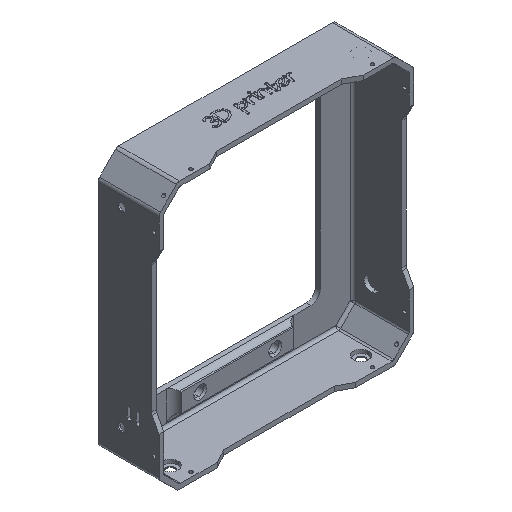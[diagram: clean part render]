
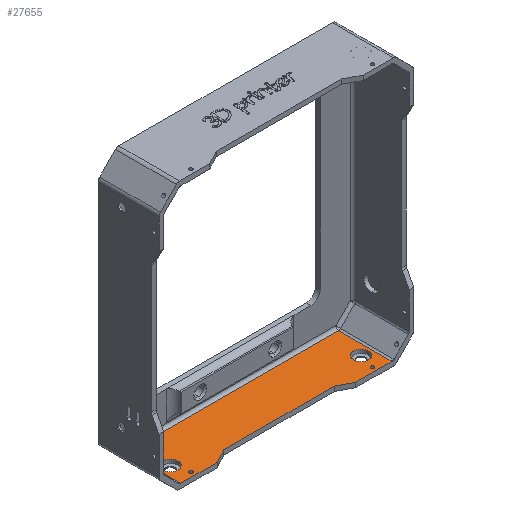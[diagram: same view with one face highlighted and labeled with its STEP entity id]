
A CAD part, isometric view. The second image highlights one B-rep face of the part: STEP entity #27655.
In plain terms, the highlighted planar face has unit normal (0, 0, 1).
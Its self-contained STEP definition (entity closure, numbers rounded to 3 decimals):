
#392 = DIRECTION ( 'NONE',  ( 1., 0., 0. ) ) ;
#545 = CARTESIAN_POINT ( 'NONE',  ( -136., 290., -137.5 ) ) ;
#584 = DIRECTION ( 'NONE',  ( -1., 0., 0. ) ) ;
#651 = FACE_BOUND ( 'NONE', #4412, .T. ) ;
#766 = DIRECTION ( 'NONE',  ( 1., 0., 0. ) ) ;
#826 = EDGE_CURVE ( 'NONE', #15090, #13513, #19429, .T. ) ;
#1600 = VECTOR ( 'NONE', #23738, 1000. ) ;
#1672 = ORIENTED_EDGE ( 'NONE', *, *, #22227, .F. ) ;
#1810 = ORIENTED_EDGE ( 'NONE', *, *, #17109, .T. ) ;
#1941 = ORIENTED_EDGE ( 'NONE', *, *, #6540, .F. ) ;
#2555 = LINE ( 'NONE', #5845, #4654 ) ;
#2730 = VECTOR ( 'NONE', #33754, 1000. ) ;
#2853 = VECTOR ( 'NONE', #584, 1000. ) ;
#2854 = DIRECTION ( 'NONE',  ( 1., 0., 0. ) ) ;
#3176 = ORIENTED_EDGE ( 'NONE', *, *, #31319, .T. ) ;
#3402 = VERTEX_POINT ( 'NONE', #6642 ) ;
#3623 = EDGE_LOOP ( 'NONE', ( #23676, #28356, #1941, #25656, #9692, #3176, #27172, #8583 ) ) ;
#4273 = EDGE_CURVE ( 'NONE', #19911, #32158, #8562, .T. ) ;
#4412 = EDGE_LOOP ( 'NONE', ( #1672, #13924 ) ) ;
#4654 = VECTOR ( 'NONE', #10900, 1000. ) ;
#4730 = EDGE_CURVE ( 'NONE', #32158, #23758, #24497, .T. ) ;
#4803 = CARTESIAN_POINT ( 'NONE',  ( -101.74, 312., -137.5 ) ) ;
#5302 = LINE ( 'NONE', #545, #1600 ) ;
#5467 = CARTESIAN_POINT ( 'NONE',  ( 74., 290., -137.5 ) ) ;
#5659 = DIRECTION ( 'NONE',  ( 0., 0., -1. ) ) ;
#5744 = CIRCLE ( 'NONE', #18790, 8.1 ) ;
#5788 = CIRCLE ( 'NONE', #32234, 1.75 ) ;
#5845 = CARTESIAN_POINT ( 'NONE',  ( -112.686, 355., -137.5 ) ) ;
#5968 = VERTEX_POINT ( 'NONE', #20918 ) ;
#6540 = EDGE_CURVE ( 'NONE', #20625, #19911, #29332, .T. ) ;
#6642 = CARTESIAN_POINT ( 'NONE',  ( -95.179, 295., -137.5 ) ) ;
#6670 = CARTESIAN_POINT ( 'NONE',  ( 96.929, 295., -137.5 ) ) ;
#6689 = CIRCLE ( 'NONE', #27328, 1.75 ) ;
#6852 = CARTESIAN_POINT ( 'NONE',  ( 112.686, 347., -137.5 ) ) ;
#6944 = EDGE_CURVE ( 'NONE', #31487, #10657, #21862, .T. ) ;
#7667 = DIRECTION ( 'NONE',  ( 1., 0., 0. ) ) ;
#7861 = DIRECTION ( 'NONE',  ( 0., 1., 0. ) ) ;
#8002 = CARTESIAN_POINT ( 'NONE',  ( -98.679, 295., -137.5 ) ) ;
#8053 = DIRECTION ( 'NONE',  ( 0., 0., 1. ) ) ;
#8081 = CARTESIAN_POINT ( 'NONE',  ( 112.686, 355., -137.5 ) ) ;
#8228 = ORIENTED_EDGE ( 'NONE', *, *, #826, .T. ) ;
#8261 = AXIS2_PLACEMENT_3D ( 'NONE', #32168, #10221, #28604 ) ;
#8494 = FACE_OUTER_BOUND ( 'NONE', #3623, .T. ) ;
#8562 = LINE ( 'NONE', #13828, #20836 ) ;
#8583 = ORIENTED_EDGE ( 'NONE', *, *, #13936, .F. ) ;
#9257 = CARTESIAN_POINT ( 'NONE',  ( -136., 347., -137.5 ) ) ;
#9692 = ORIENTED_EDGE ( 'NONE', *, *, #6944, .T. ) ;
#9804 = CARTESIAN_POINT ( 'NONE',  ( 101.74, 312., -137.5 ) ) ;
#9880 = EDGE_CURVE ( 'NONE', #32069, #19085, #2555, .T. ) ;
#10221 = DIRECTION ( 'NONE',  ( 0., 0., -1. ) ) ;
#10584 = AXIS2_PLACEMENT_3D ( 'NONE', #4803, #25909, #7667 ) ;
#10657 = VERTEX_POINT ( 'NONE', #6852 ) ;
#10900 = DIRECTION ( 'NONE',  ( 0., -1., 0. ) ) ;
#10926 = AXIS2_PLACEMENT_3D ( 'NONE', #6670, #27689, #30340 ) ;
#11170 = EDGE_LOOP ( 'NONE', ( #31748, #18624 ) ) ;
#11470 = CARTESIAN_POINT ( 'NONE',  ( -116.484, 391.592, -137.5 ) ) ;
#12511 = CARTESIAN_POINT ( 'NONE',  ( 59., 298., -137.5 ) ) ;
#12786 = CIRCLE ( 'NONE', #16154, 1.75 ) ;
#13513 = VERTEX_POINT ( 'NONE', #16756 ) ;
#13828 = CARTESIAN_POINT ( 'NONE',  ( -136., 298., -137.5 ) ) ;
#13924 = ORIENTED_EDGE ( 'NONE', *, *, #32314, .F. ) ;
#13936 = EDGE_CURVE ( 'NONE', #23758, #19085, #5302, .T. ) ;
#14090 = DIRECTION ( 'NONE',  ( -0.882, 0.471, 0. ) ) ;
#14716 = EDGE_LOOP ( 'NONE', ( #1810, #8228 ) ) ;
#15090 = VERTEX_POINT ( 'NONE', #26734 ) ;
#15589 = VERTEX_POINT ( 'NONE', #8002 ) ;
#16058 = EDGE_CURVE ( 'NONE', #16637, #29047, #28161, .T. ) ;
#16154 = AXIS2_PLACEMENT_3D ( 'NONE', #30176, #19307, #24961 ) ;
#16637 = VERTEX_POINT ( 'NONE', #26188 ) ;
#16756 = CARTESIAN_POINT ( 'NONE',  ( -109.84, 312., -137.5 ) ) ;
#17109 = EDGE_CURVE ( 'NONE', #13513, #15090, #20217, .T. ) ;
#17392 = EDGE_CURVE ( 'NONE', #15589, #3402, #6689, .T. ) ;
#17699 = CARTESIAN_POINT ( 'NONE',  ( 98.679, 295., -137.5 ) ) ;
#17783 = AXIS2_PLACEMENT_3D ( 'NONE', #32106, #5659, #31663 ) ;
#18128 = CARTESIAN_POINT ( 'NONE',  ( 112.686, 290., -137.5 ) ) ;
#18447 = CARTESIAN_POINT ( 'NONE',  ( -136., 355., -137.5 ) ) ;
#18624 = ORIENTED_EDGE ( 'NONE', *, *, #33101, .T. ) ;
#18790 = AXIS2_PLACEMENT_3D ( 'NONE', #9804, #20075, #28292 ) ;
#18970 = VECTOR ( 'NONE', #14090, 1000. ) ;
#19055 = DIRECTION ( 'NONE',  ( 0., 0., 1. ) ) ;
#19085 = VERTEX_POINT ( 'NONE', #27738 ) ;
#19091 = FACE_BOUND ( 'NONE', #14716, .T. ) ;
#19205 = DIRECTION ( 'NONE',  ( 0., 0., 1. ) ) ;
#19307 = DIRECTION ( 'NONE',  ( 0., 0., 1. ) ) ;
#19429 = CIRCLE ( 'NONE', #8261, 8.1 ) ;
#19911 = VERTEX_POINT ( 'NONE', #12511 ) ;
#20075 = DIRECTION ( 'NONE',  ( 0., 0., -1. ) ) ;
#20217 = CIRCLE ( 'NONE', #10584, 8.1 ) ;
#20351 = CARTESIAN_POINT ( 'NONE',  ( -74., 290., -137.5 ) ) ;
#20625 = VERTEX_POINT ( 'NONE', #5467 ) ;
#20836 = VECTOR ( 'NONE', #21755, 1000. ) ;
#20918 = CARTESIAN_POINT ( 'NONE',  ( 95.179, 295., -137.5 ) ) ;
#21412 = ORIENTED_EDGE ( 'NONE', *, *, #17392, .F. ) ;
#21427 = VECTOR ( 'NONE', #7861, 1000. ) ;
#21755 = DIRECTION ( 'NONE',  ( -1., 0., 0. ) ) ;
#21862 = LINE ( 'NONE', #8081, #21427 ) ;
#22227 = EDGE_CURVE ( 'NONE', #28669, #5968, #32018, .T. ) ;
#22289 = DIRECTION ( 'NONE',  ( -1., 0., 0. ) ) ;
#23676 = ORIENTED_EDGE ( 'NONE', *, *, #4730, .F. ) ;
#23730 = CARTESIAN_POINT ( 'NONE',  ( -112.686, 347., -137.5 ) ) ;
#23738 = DIRECTION ( 'NONE',  ( -1., 0., 0. ) ) ;
#23758 = VERTEX_POINT ( 'NONE', #20351 ) ;
#24350 = VECTOR ( 'NONE', #22289, 1000. ) ;
#24497 = LINE ( 'NONE', #31103, #2730 ) ;
#24961 = DIRECTION ( 'NONE',  ( 1., 0., 0. ) ) ;
#25656 = ORIENTED_EDGE ( 'NONE', *, *, #32877, .F. ) ;
#25909 = DIRECTION ( 'NONE',  ( 0., 0., -1. ) ) ;
#26010 = AXIS2_PLACEMENT_3D ( 'NONE', #18447, #8053, #2854 ) ;
#26188 = CARTESIAN_POINT ( 'NONE',  ( 93.64, 312., -137.5 ) ) ;
#26734 = CARTESIAN_POINT ( 'NONE',  ( -93.64, 312., -137.5 ) ) ;
#26841 = EDGE_LOOP ( 'NONE', ( #29032, #21412 ) ) ;
#26953 = CARTESIAN_POINT ( 'NONE',  ( -96.929, 295., -137.5 ) ) ;
#27172 = ORIENTED_EDGE ( 'NONE', *, *, #9880, .T. ) ;
#27328 = AXIS2_PLACEMENT_3D ( 'NONE', #31914, #19055, #392 ) ;
#27468 = CARTESIAN_POINT ( 'NONE',  ( 109.84, 312., -137.5 ) ) ;
#27655 = ADVANCED_FACE ( 'NONE', ( #19091, #33172, #27815, #651, #8494 ), #29196, .T. ) ;
#27689 = DIRECTION ( 'NONE',  ( 0., 0., 1. ) ) ;
#27738 = CARTESIAN_POINT ( 'NONE',  ( -112.686, 290., -137.5 ) ) ;
#27815 = FACE_BOUND ( 'NONE', #26841, .T. ) ;
#28161 = CIRCLE ( 'NONE', #17783, 8.1 ) ;
#28292 = DIRECTION ( 'NONE',  ( 1., 0., 0. ) ) ;
#28356 = ORIENTED_EDGE ( 'NONE', *, *, #4273, .F. ) ;
#28604 = DIRECTION ( 'NONE',  ( 1., 0., 0. ) ) ;
#28669 = VERTEX_POINT ( 'NONE', #17699 ) ;
#29032 = ORIENTED_EDGE ( 'NONE', *, *, #30520, .F. ) ;
#29047 = VERTEX_POINT ( 'NONE', #27468 ) ;
#29196 = PLANE ( 'NONE',  #26010 ) ;
#29332 = LINE ( 'NONE', #11470, #18970 ) ;
#29790 = CARTESIAN_POINT ( 'NONE',  ( -136., 290., -137.5 ) ) ;
#30047 = CARTESIAN_POINT ( 'NONE',  ( -59., 298., -137.5 ) ) ;
#30176 = CARTESIAN_POINT ( 'NONE',  ( 96.929, 295., -137.5 ) ) ;
#30340 = DIRECTION ( 'NONE',  ( 1., 0., 0. ) ) ;
#30520 = EDGE_CURVE ( 'NONE', #3402, #15589, #5788, .T. ) ;
#31103 = CARTESIAN_POINT ( 'NONE',  ( -95.28, 278.651, -137.5 ) ) ;
#31319 = EDGE_CURVE ( 'NONE', #10657, #32069, #31420, .T. ) ;
#31420 = LINE ( 'NONE', #9257, #24350 ) ;
#31487 = VERTEX_POINT ( 'NONE', #18128 ) ;
#31663 = DIRECTION ( 'NONE',  ( 1., 0., 0. ) ) ;
#31748 = ORIENTED_EDGE ( 'NONE', *, *, #16058, .T. ) ;
#31914 = CARTESIAN_POINT ( 'NONE',  ( -96.929, 295., -137.5 ) ) ;
#32018 = CIRCLE ( 'NONE', #10926, 1.75 ) ;
#32069 = VERTEX_POINT ( 'NONE', #23730 ) ;
#32106 = CARTESIAN_POINT ( 'NONE',  ( 101.74, 312., -137.5 ) ) ;
#32158 = VERTEX_POINT ( 'NONE', #30047 ) ;
#32168 = CARTESIAN_POINT ( 'NONE',  ( -101.74, 312., -137.5 ) ) ;
#32234 = AXIS2_PLACEMENT_3D ( 'NONE', #26953, #19205, #766 ) ;
#32314 = EDGE_CURVE ( 'NONE', #5968, #28669, #12786, .T. ) ;
#32501 = LINE ( 'NONE', #29790, #2853 ) ;
#32877 = EDGE_CURVE ( 'NONE', #31487, #20625, #32501, .T. ) ;
#33101 = EDGE_CURVE ( 'NONE', #29047, #16637, #5744, .T. ) ;
#33172 = FACE_BOUND ( 'NONE', #11170, .T. ) ;
#33754 = DIRECTION ( 'NONE',  ( -0.882, -0.471, 0. ) ) ;
